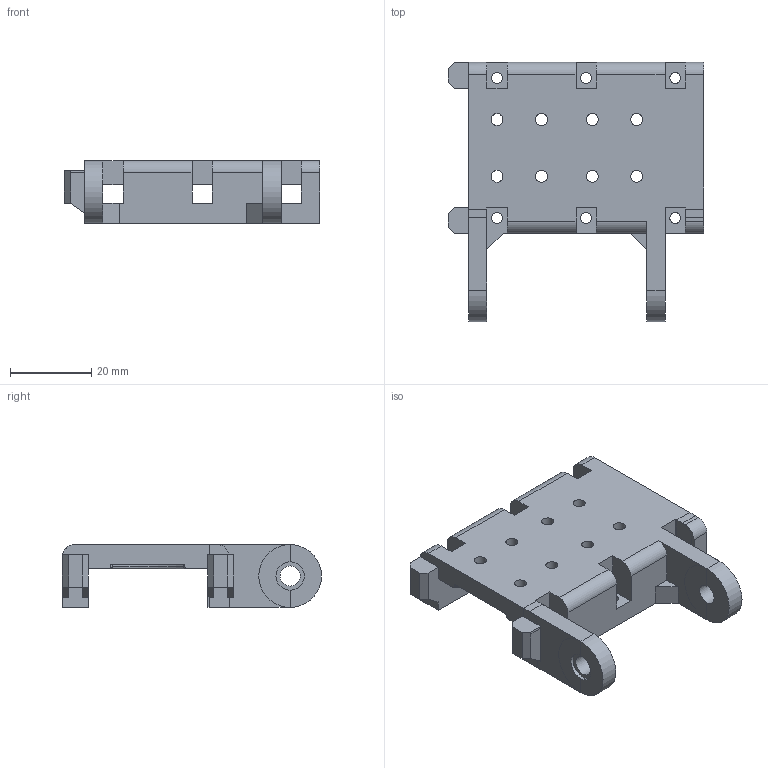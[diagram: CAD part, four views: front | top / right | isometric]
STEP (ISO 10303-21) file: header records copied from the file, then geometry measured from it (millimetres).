
FILE_DESCRIPTION(/* description */ (''),/* implementation_level */ '2;1');
FILE_NAME(/* name */ 'top_mx-64_mount_to_mx-28 v2 v1.step',/* time_stamp */ '2017-10-31T18:50:22+00:00',/* author */ (''),/* organization */ (''),/* preprocessor_version */ 'ST-DEVELOPER v16.13',/* originating_system */ 'Autodesk Translation Framework v6.5.0.72',/* authorisation */ '');
FILE_SCHEMA (('AUTOMOTIVE_DESIGN { 1 0 10303 214 3 1 1 }'));
Length unit declared in the file: millimetre
Products named in the file (1): top_mx-64_mount_to_mx-28 v2
Bounding box: 63 x 63.95 x 15.5 mm (x, y, z)
Volume: 21318.6 mm3; surface area: 11909 mm2
Topology: 1 solids, 1 shells, 210 faces, 637 edges, 418 vertices
Faces by surface type: plane 171, cylinder 38, torus 1
Full cylindrical faces by diameter (mm): 2.7 x6, 2.955 x8, 5 x2, 7 x1
Entity records: 7198 total; most frequent: ORIENTED_EDGE 1276, CARTESIAN_POINT 1268, DIRECTION 1160, EDGE_CURVE 638, LINE 538, VECTOR 538, VERTEX_POINT 419, AXIS2_PLACEMENT_3D 311
